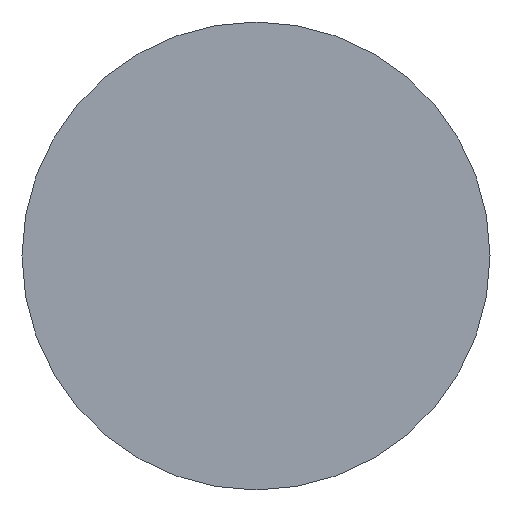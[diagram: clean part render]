
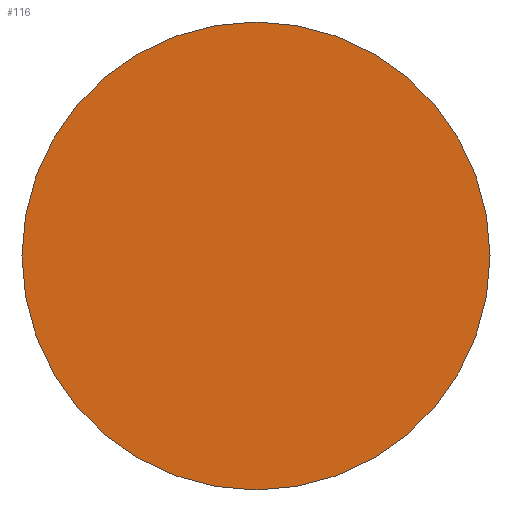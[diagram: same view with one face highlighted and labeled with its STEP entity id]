
A CAD part, front view. The second image highlights one B-rep face of the part: STEP entity #116.
In plain terms, the highlighted planar face has unit normal (0, -1, 0).
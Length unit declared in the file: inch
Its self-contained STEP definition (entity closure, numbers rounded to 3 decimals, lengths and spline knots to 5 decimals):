
#10 = DIRECTION ( 'NONE',  ( 0., 0., -1. ) ) ;
#18 = CIRCLE ( 'NONE', #275, 0.0625 ) ;
#30 = EDGE_LOOP ( 'NONE', ( #163, #254 ) ) ;
#41 = DIRECTION ( 'NONE',  ( 0., 0., -1. ) ) ;
#45 = PLANE ( 'NONE',  #427 ) ;
#98 = EDGE_CURVE ( 'NONE', #311, #305, #222, .T. ) ;
#116 = ADVANCED_FACE ( 'NONE', ( #360 ), #45, .T. ) ;
#158 = EDGE_CURVE ( 'NONE', #305, #311, #18, .T. ) ;
#163 = ORIENTED_EDGE ( 'NONE', *, *, #158, .T. ) ;
#174 = DIRECTION ( 'NONE',  ( 0., -1., 0. ) ) ;
#205 = DIRECTION ( 'NONE',  ( 0., 0., -1. ) ) ;
#219 = CARTESIAN_POINT ( 'NONE',  ( 0., 0., -0.0625 ) ) ;
#222 = CIRCLE ( 'NONE', #384, 0.0625 ) ;
#254 = ORIENTED_EDGE ( 'NONE', *, *, #98, .T. ) ;
#256 = CARTESIAN_POINT ( 'NONE',  ( 0., 0., 0.0625 ) ) ;
#258 = CARTESIAN_POINT ( 'NONE',  ( 0., 0., 0. ) ) ;
#261 = DIRECTION ( 'NONE',  ( 0., -1., 0. ) ) ;
#275 = AXIS2_PLACEMENT_3D ( 'NONE', #345, #174, #205 ) ;
#305 = VERTEX_POINT ( 'NONE', #219 ) ;
#311 = VERTEX_POINT ( 'NONE', #256 ) ;
#322 = DIRECTION ( 'NONE',  ( 0., -1., 0. ) ) ;
#324 = CARTESIAN_POINT ( 'NONE',  ( 0., 0., 0. ) ) ;
#345 = CARTESIAN_POINT ( 'NONE',  ( 0., 0., 0. ) ) ;
#360 = FACE_OUTER_BOUND ( 'NONE', #30, .T. ) ;
#384 = AXIS2_PLACEMENT_3D ( 'NONE', #324, #322, #41 ) ;
#427 = AXIS2_PLACEMENT_3D ( 'NONE', #258, #261, #10 ) ;
